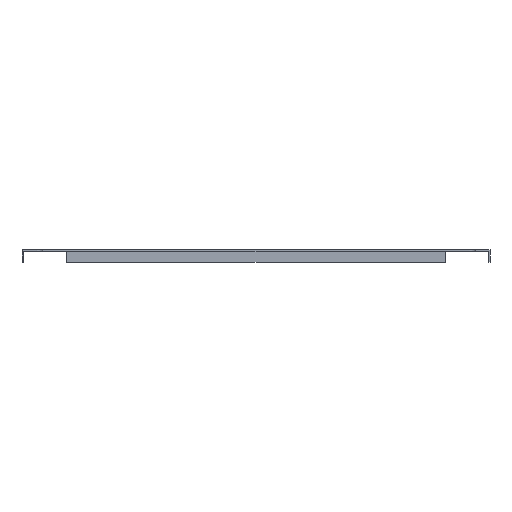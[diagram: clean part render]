
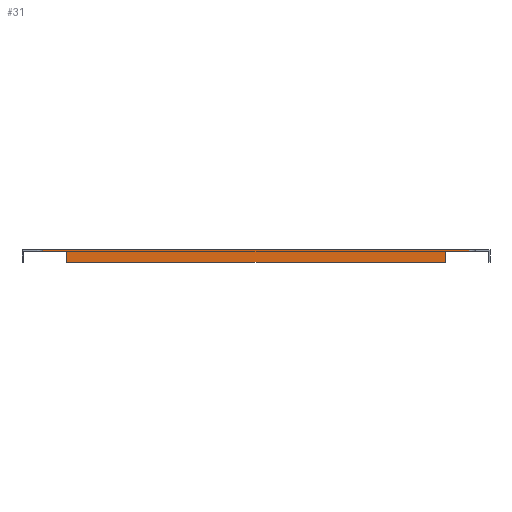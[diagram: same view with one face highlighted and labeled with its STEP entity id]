
A CAD part, front view. The second image highlights one B-rep face of the part: STEP entity #31.
In plain terms, the highlighted planar face has unit normal (0, -1, 0).
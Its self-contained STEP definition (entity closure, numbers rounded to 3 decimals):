
#31 = ADVANCED_FACE ( 'NONE', ( #1812 ), #5034, .T. ) ;
#61 = VERTEX_POINT ( 'NONE', #2176 ) ;
#114 = VERTEX_POINT ( 'NONE', #5172 ) ;
#181 = VERTEX_POINT ( 'NONE', #3945 ) ;
#232 = DIRECTION ( 'NONE',  ( 1., 0., 0. ) ) ;
#273 = VERTEX_POINT ( 'NONE', #1236 ) ;
#280 = DIRECTION ( 'NONE',  ( -1., 0., 0. ) ) ;
#326 = CARTESIAN_POINT ( 'NONE',  ( 695., 15., -2.5 ) ) ;
#363 = DIRECTION ( 'NONE',  ( 0., 0., 1. ) ) ;
#414 = DIRECTION ( 'NONE',  ( 1., 0., 0. ) ) ;
#655 = VECTOR ( 'NONE', #3694, 1000. ) ;
#722 = CARTESIAN_POINT ( 'NONE',  ( 105., 15., -20. ) ) ;
#726 = ORIENTED_EDGE ( 'NONE', *, *, #2736, .F. ) ;
#836 = LINE ( 'NONE', #1672, #2173 ) ;
#886 = CARTESIAN_POINT ( 'NONE',  ( 35., 15., -2.5 ) ) ;
#897 = AXIS2_PLACEMENT_3D ( 'NONE', #4267, #3787, #232 ) ;
#995 = ORIENTED_EDGE ( 'NONE', *, *, #1416, .T. ) ;
#1064 = LINE ( 'NONE', #2653, #4811 ) ;
#1236 = CARTESIAN_POINT ( 'NONE',  ( 695., 15., -20. ) ) ;
#1373 = VERTEX_POINT ( 'NONE', #1629 ) ;
#1416 = EDGE_CURVE ( 'NONE', #2221, #181, #3593, .T. ) ;
#1564 = EDGE_CURVE ( 'NONE', #1373, #114, #2661, .T. ) ;
#1629 = CARTESIAN_POINT ( 'NONE',  ( 731.5, 15., -2.5 ) ) ;
#1672 = CARTESIAN_POINT ( 'NONE',  ( 35., 15., 0. ) ) ;
#1698 = VECTOR ( 'NONE', #280, 1000. ) ;
#1812 = FACE_OUTER_BOUND ( 'NONE', #4979, .T. ) ;
#1872 = ORIENTED_EDGE ( 'NONE', *, *, #1564, .T. ) ;
#2014 = VECTOR ( 'NONE', #3442, 1000. ) ;
#2106 = ORIENTED_EDGE ( 'NONE', *, *, #4065, .F. ) ;
#2173 = VECTOR ( 'NONE', #414, 1000. ) ;
#2176 = CARTESIAN_POINT ( 'NONE',  ( 68.5, 15., 0. ) ) ;
#2199 = ORIENTED_EDGE ( 'NONE', *, *, #5035, .F. ) ;
#2221 = VERTEX_POINT ( 'NONE', #4347 ) ;
#2300 = CARTESIAN_POINT ( 'NONE',  ( 105., 15., -20. ) ) ;
#2348 = CARTESIAN_POINT ( 'NONE',  ( 105., 15., -20. ) ) ;
#2406 = LINE ( 'NONE', #4344, #4974 ) ;
#2533 = ORIENTED_EDGE ( 'NONE', *, *, #3451, .F. ) ;
#2635 = DIRECTION ( 'NONE',  ( 0., 0., 1. ) ) ;
#2653 = CARTESIAN_POINT ( 'NONE',  ( 68.5, 15., -22.5 ) ) ;
#2661 = LINE ( 'NONE', #4747, #2838 ) ;
#2708 = VERTEX_POINT ( 'NONE', #2348 ) ;
#2736 = EDGE_CURVE ( 'NONE', #61, #114, #836, .T. ) ;
#2838 = VECTOR ( 'NONE', #2635, 1000. ) ;
#3128 = EDGE_CURVE ( 'NONE', #273, #4353, #3389, .T. ) ;
#3389 = LINE ( 'NONE', #4571, #2014 ) ;
#3442 = DIRECTION ( 'NONE',  ( 0., 0., 1. ) ) ;
#3451 = EDGE_CURVE ( 'NONE', #2221, #61, #1064, .T. ) ;
#3593 = LINE ( 'NONE', #886, #655 ) ;
#3694 = DIRECTION ( 'NONE',  ( 1., 0., 0. ) ) ;
#3787 = DIRECTION ( 'NONE',  ( 0., -1., 0. ) ) ;
#3887 = LINE ( 'NONE', #722, #1698 ) ;
#3945 = CARTESIAN_POINT ( 'NONE',  ( 105., 15., -2.5 ) ) ;
#4065 = EDGE_CURVE ( 'NONE', #2708, #181, #4319, .T. ) ;
#4142 = EDGE_CURVE ( 'NONE', #4353, #1373, #2406, .T. ) ;
#4146 = ORIENTED_EDGE ( 'NONE', *, *, #3128, .T. ) ;
#4267 = CARTESIAN_POINT ( 'NONE',  ( 35., 15., -2.5 ) ) ;
#4319 = LINE ( 'NONE', #2300, #4897 ) ;
#4344 = CARTESIAN_POINT ( 'NONE',  ( 35., 15., -2.5 ) ) ;
#4347 = CARTESIAN_POINT ( 'NONE',  ( 68.5, 15., -2.5 ) ) ;
#4353 = VERTEX_POINT ( 'NONE', #326 ) ;
#4571 = CARTESIAN_POINT ( 'NONE',  ( 695., 15., -20. ) ) ;
#4712 = DIRECTION ( 'NONE',  ( 0., 0., 1. ) ) ;
#4747 = CARTESIAN_POINT ( 'NONE',  ( 731.5, 15., -22.5 ) ) ;
#4811 = VECTOR ( 'NONE', #4712, 1000. ) ;
#4897 = VECTOR ( 'NONE', #363, 1000. ) ;
#4974 = VECTOR ( 'NONE', #5224, 1000. ) ;
#4979 = EDGE_LOOP ( 'NONE', ( #1872, #726, #2533, #995, #2106, #2199, #4146, #4992 ) ) ;
#4992 = ORIENTED_EDGE ( 'NONE', *, *, #4142, .T. ) ;
#5034 = PLANE ( 'NONE',  #897 ) ;
#5035 = EDGE_CURVE ( 'NONE', #273, #2708, #3887, .T. ) ;
#5172 = CARTESIAN_POINT ( 'NONE',  ( 731.5, 15., 0. ) ) ;
#5224 = DIRECTION ( 'NONE',  ( 1., 0., 0. ) ) ;
